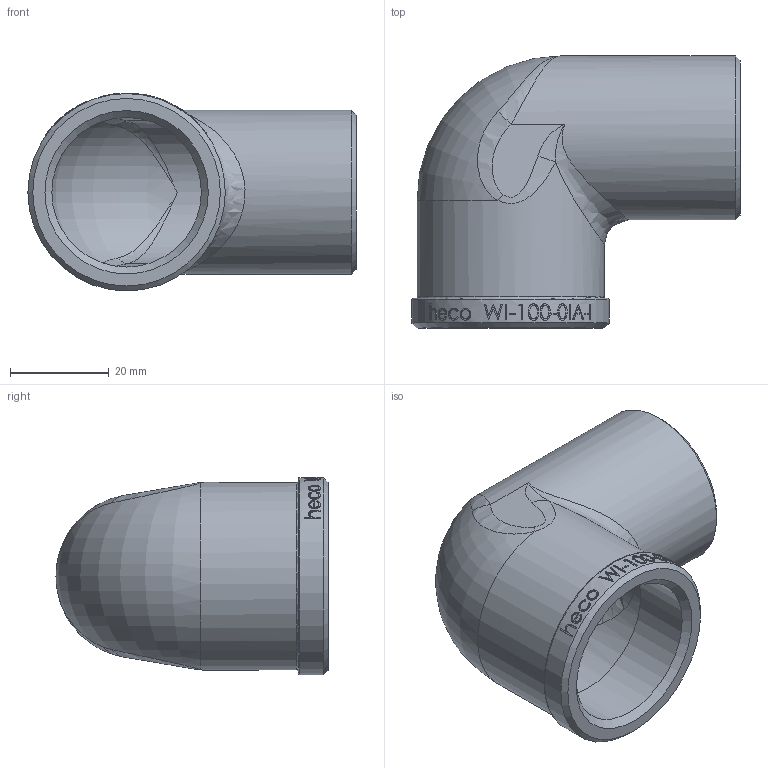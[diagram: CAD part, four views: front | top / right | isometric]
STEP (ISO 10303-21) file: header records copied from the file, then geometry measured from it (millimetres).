
FILE_DESCRIPTION (( 'STEP AP214' ), '1' );
FILE_NAME ('heco_WI-100-0IA-I.STEP', '2015-11-03T09:32:47', ( 'test' ), ( '' ), 'SwSTEP 2.0', 'SolidWorks 2011', '' );
FILE_SCHEMA (( 'AUTOMOTIVE_DESIGN' ));
Length unit declared in the file: millimetre
Products named in the file (1): heco_WI-100-0IA-I
Bounding box: 66.5 x 55.12 x 40.1 mm (x, y, z)
Volume: 22065.4 mm3; surface area: 17536.5 mm2
Topology: 1 solids, 1 shells, 194 faces, 485 edges, 310 vertices
Faces by surface type: bspline 98, plane 58, cylinder 29, cone 5, torus 4
Full cylindrical faces by diameter (mm): 25.5 x1, 29.449 x1, 30.291 x1, 33.249 x1, 34.2 x1, 38 x1, 40 x1
Entity records: 19852 total; most frequent: CARTESIAN_POINT 14009, ORIENTED_EDGE 916, EDGE_CURVE 458, DIRECTION 428, VERTEX_POINT 305, B_SPLINE_CURVE_WITH_KNOTS 299, EDGE_LOOP 235, FACE_OUTER_BOUND 203
